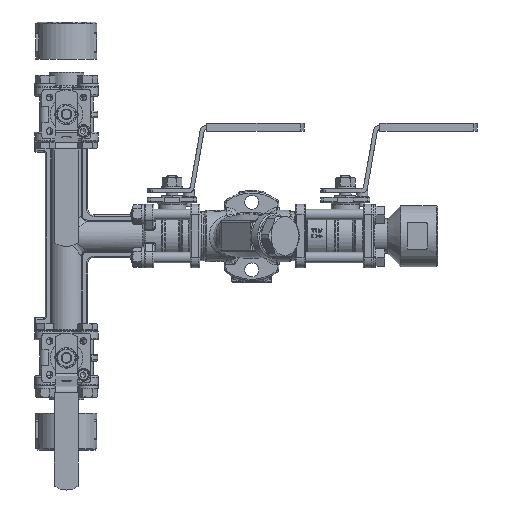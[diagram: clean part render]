
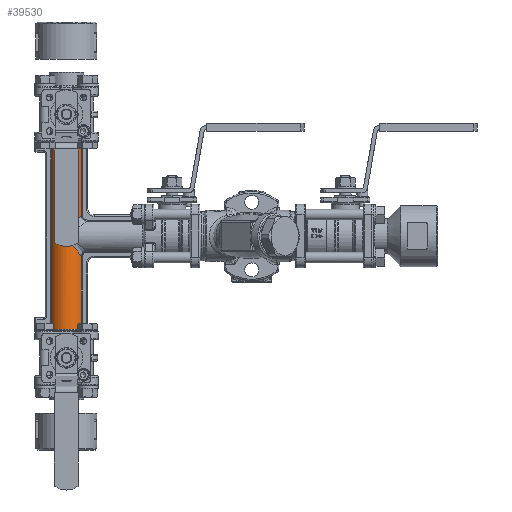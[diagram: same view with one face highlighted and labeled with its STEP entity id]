
A CAD part, front view. The second image highlights one B-rep face of the part: STEP entity #39530.
In plain terms, the highlighted cylindrical face has radius 13 mm (diameter 26 mm), a partial arc.
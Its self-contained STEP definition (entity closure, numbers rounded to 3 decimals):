
#345=ELLIPSE('',#42189,22.204,13.);
#346=ELLIPSE('',#42190,22.204,13.);
#2225=LINE('',#59794,#4532);
#2227=LINE('',#59859,#4534);
#2228=LINE('',#59864,#4535);
#4532=VECTOR('',#47330,10.);
#4534=VECTOR('',#47360,10.);
#4535=VECTOR('',#47365,10.);
#6778=CYLINDRICAL_SURFACE('',#42187,13.);
#8656=FACE_OUTER_BOUND('',#11137,.T.);
#11137=EDGE_LOOP('',(#26531,#26532,#26533,#26534,#26535,#26536,#26537));
#13876=CIRCLE('',#42185,13.);
#13878=CIRCLE('',#42188,13.);
#16333=VERTEX_POINT('',#59788);
#16335=VERTEX_POINT('',#59792);
#16339=VERTEX_POINT('',#59852);
#16340=VERTEX_POINT('',#59856);
#16341=VERTEX_POINT('',#59858);
#16342=VERTEX_POINT('',#59860);
#16343=VERTEX_POINT('',#59862);
#20198=EDGE_CURVE('',#16335,#16333,#2225,.T.);
#20207=EDGE_CURVE('',#16333,#16339,#13876,.T.);
#20209=EDGE_CURVE('',#16340,#16335,#13878,.T.);
#20210=EDGE_CURVE('',#16341,#16340,#2227,.T.);
#20211=EDGE_CURVE('',#16342,#16341,#345,.T.);
#20212=EDGE_CURVE('',#16343,#16342,#346,.T.);
#20213=EDGE_CURVE('',#16339,#16343,#2228,.T.);
#26531=ORIENTED_EDGE('',*,*,#20198,.F.);
#26532=ORIENTED_EDGE('',*,*,#20209,.F.);
#26533=ORIENTED_EDGE('',*,*,#20210,.F.);
#26534=ORIENTED_EDGE('',*,*,#20211,.F.);
#26535=ORIENTED_EDGE('',*,*,#20212,.F.);
#26536=ORIENTED_EDGE('',*,*,#20213,.F.);
#26537=ORIENTED_EDGE('',*,*,#20207,.F.);
#39530=ADVANCED_FACE('',(#8656),#6778,.T.);
#42185=AXIS2_PLACEMENT_3D('',#59853,#47352,#47353);
#42187=AXIS2_PLACEMENT_3D('',#59855,#47356,#47357);
#42188=AXIS2_PLACEMENT_3D('',#59857,#47358,#47359);
#42189=AXIS2_PLACEMENT_3D('',#59861,#47361,#47362);
#42190=AXIS2_PLACEMENT_3D('',#59863,#47363,#47364);
#47330=DIRECTION('',(0.,0.,1.));
#47352=DIRECTION('center_axis',(0.,0.,
1.));
#47353=DIRECTION('ref_axis',(1.,0.,0.));
#47356=DIRECTION('center_axis',(0.,0.,
-1.));
#47357=DIRECTION('ref_axis',(-1.,0.,0.));
#47358=DIRECTION('center_axis',(0.,0.,
-1.));
#47359=DIRECTION('ref_axis',(1.,0.,0.));
#47360=DIRECTION('',(0.,0.,-1.));
#47361=DIRECTION('center_axis',(0.811,0.,
0.585));
#47362=DIRECTION('ref_axis',(0.585,0.,-0.811));
#47363=DIRECTION('center_axis',(0.811,0.,
-0.585));
#47364=DIRECTION('ref_axis',(0.585,0.,0.811));
#47365=DIRECTION('',(0.,0.,-1.));
#59788=CARTESIAN_POINT('',(-165.093,22.663,70.5));
#59792=CARTESIAN_POINT('',(-165.093,22.663,-70.));
#59794=CARTESIAN_POINT('',(-165.093,22.663,71.5));
#59852=CARTESIAN_POINT('',(-142.577,22.663,70.5));
#59853=CARTESIAN_POINT('Origin',(-153.835,29.163,70.5));
#59855=CARTESIAN_POINT('Origin',(-153.835,29.163,71.5));
#59856=CARTESIAN_POINT('',(-142.577,22.663,-70.));
#59857=CARTESIAN_POINT('Origin',(-153.835,29.163,-70.));
#59858=CARTESIAN_POINT('',(-142.577,22.663,-15.338));
#59859=CARTESIAN_POINT('',(-142.577,22.663,71.5));
#59860=CARTESIAN_POINT('',(-153.835,16.163,0.25));
#59861=CARTESIAN_POINT('Origin',(-153.835,29.163,0.25));
#59862=CARTESIAN_POINT('',(-142.577,22.663,15.838));
#59863=CARTESIAN_POINT('Origin',(-153.835,29.163,0.25));
#59864=CARTESIAN_POINT('',(-142.577,22.663,71.5));
